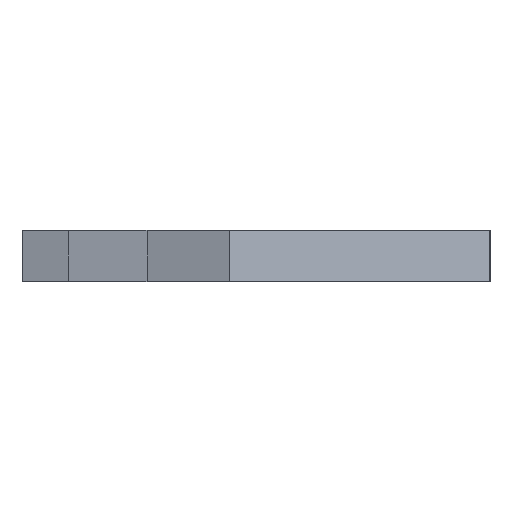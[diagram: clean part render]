
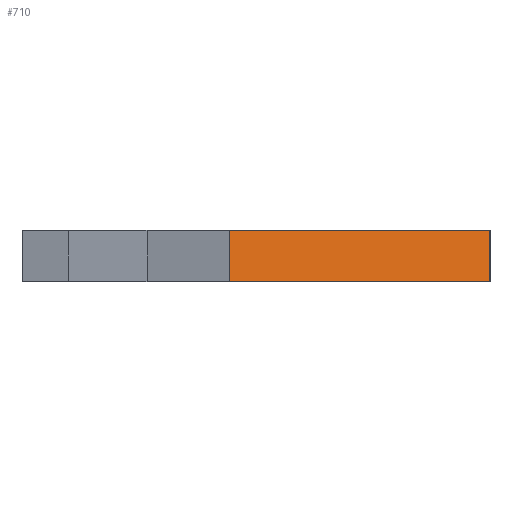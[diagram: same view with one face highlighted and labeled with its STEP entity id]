
A CAD part, left-side view. The second image highlights one B-rep face of the part: STEP entity #710.
In plain terms, the highlighted planar face has unit normal (-0.936, -0.351, 0).
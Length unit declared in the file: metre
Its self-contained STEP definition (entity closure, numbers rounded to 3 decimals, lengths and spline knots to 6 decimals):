
#12=ORIENTED_EDGE('',*,*,#220,.T.);
#13=ORIENTED_EDGE('',*,*,#221,.T.);
#14=ORIENTED_EDGE('',*,*,#222,.F.);
#15=ORIENTED_EDGE('',*,*,#223,.F.);
#220=EDGE_CURVE('',#324,#325,#394,.T.);
#221=EDGE_CURVE('',#325,#326,#395,.T.);
#222=EDGE_CURVE('',#327,#326,#396,.T.);
#223=EDGE_CURVE('',#324,#327,#397,.T.);
#324=VERTEX_POINT('',#976);
#325=VERTEX_POINT('',#977);
#326=VERTEX_POINT('',#979);
#327=VERTEX_POINT('',#981);
#394=LINE('',#975,#498);
#395=LINE('',#978,#499);
#396=LINE('',#980,#500);
#397=LINE('',#982,#501);
#498=VECTOR('',#799,1.);
#499=VECTOR('',#800,1.);
#500=VECTOR('',#801,1.);
#501=VECTOR('',#802,1.);
#602=EDGE_LOOP('',(#12,#13,#14,#15));
#638=FACE_BOUND('',#602,.T.);
#674=PLANE('',#759);
#710=ADVANCED_FACE('',(#638),#674,.F.);
#759=AXIS2_PLACEMENT_3D('',#974,#797,#798);
#797=DIRECTION('',(0.936,0.351,0.));
#798=DIRECTION('',(-0.351,0.936,0.));
#799=DIRECTION('',(0.,0.,1.));
#800=DIRECTION('',(-0.351,0.936,0.));
#801=DIRECTION('',(0.,0.,1.));
#802=DIRECTION('',(-0.351,0.936,0.));
#974=CARTESIAN_POINT('',(0.012871,0.039471,0.009393));
#975=CARTESIAN_POINT('',(0.013441,0.037952,0.009393));
#976=CARTESIAN_POINT('',(0.013441,0.037952,0.009393));
#977=CARTESIAN_POINT('',(0.013441,0.037952,0.009993));
#978=CARTESIAN_POINT('',(0.012871,0.039471,0.009993));
#979=CARTESIAN_POINT('',(0.012301,0.04099,0.009993));
#980=CARTESIAN_POINT('',(0.012301,0.04099,0.009393));
#981=CARTESIAN_POINT('',(0.012301,0.04099,0.009393));
#982=CARTESIAN_POINT('',(0.012871,0.039471,0.009393));
